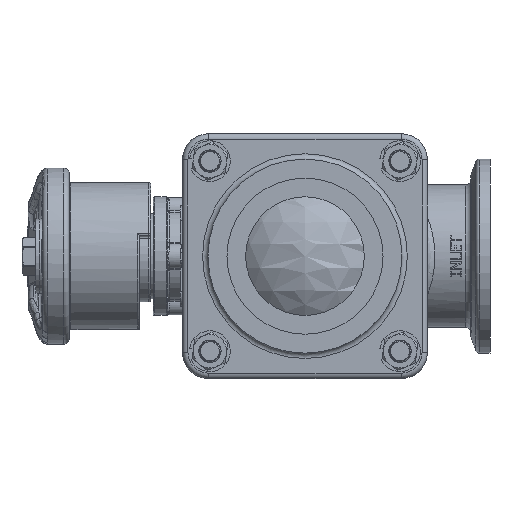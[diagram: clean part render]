
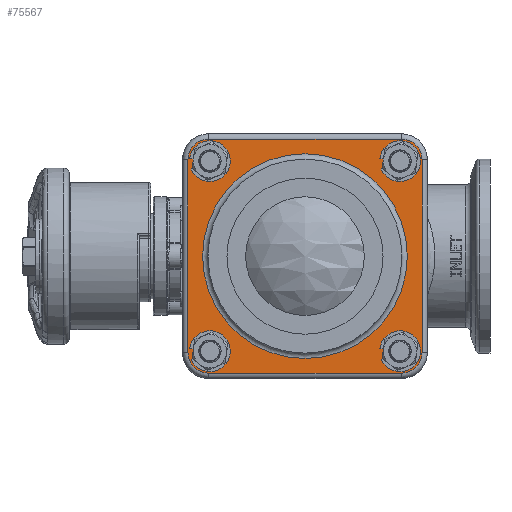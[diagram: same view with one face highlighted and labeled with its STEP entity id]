
A CAD part, left-side view. The second image highlights one B-rep face of the part: STEP entity #75567.
In plain terms, the highlighted face is planar.
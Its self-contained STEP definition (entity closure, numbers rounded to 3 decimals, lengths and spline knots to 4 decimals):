
#1705=FACE_BOUND('',#11210,.T.);
#1706=FACE_BOUND('',#11211,.T.);
#1707=FACE_BOUND('',#11212,.T.);
#1708=FACE_BOUND('',#11213,.T.);
#1709=FACE_BOUND('',#11214,.T.);
#3444=CIRCLE('',#80031,0.219);
#3449=CIRCLE('',#80038,0.219);
#3491=CIRCLE('',#80096,1.725);
#3492=CIRCLE('',#80097,1.725);
#3493=CIRCLE('',#80099,0.35);
#3494=CIRCLE('',#80100,0.35);
#3495=CIRCLE('',#80101,0.35);
#3496=CIRCLE('',#80102,0.35);
#3497=CIRCLE('',#80103,0.219);
#3498=CIRCLE('',#80104,0.219);
#6774=FACE_OUTER_BOUND('',#11209,.T.);
#11209=EDGE_LOOP('',(#60416,#60417,#60418,#60419,#60420,#60421,#60422,#60423));
#11210=EDGE_LOOP('',(#60424));
#11211=EDGE_LOOP('',(#60425));
#11212=EDGE_LOOP('',(#60426));
#11213=EDGE_LOOP('',(#60427));
#11214=EDGE_LOOP('',(#60428,#60429));
#19737=LINE('',#121492,#27047);
#19738=LINE('',#121496,#27048);
#19739=LINE('',#121500,#27049);
#19740=LINE('',#121504,#27050);
#27047=VECTOR('',#90300,0.3937);
#27048=VECTOR('',#90303,0.3937);
#27049=VECTOR('',#90306,0.3937);
#27050=VECTOR('',#90309,0.3937);
#34332=VERTEX_POINT('',#121362);
#34338=VERTEX_POINT('',#121379);
#34374=VERTEX_POINT('',#121484);
#34375=VERTEX_POINT('',#121486);
#34376=VERTEX_POINT('',#121490);
#34377=VERTEX_POINT('',#121491);
#34378=VERTEX_POINT('',#121493);
#34379=VERTEX_POINT('',#121495);
#34380=VERTEX_POINT('',#121497);
#34381=VERTEX_POINT('',#121499);
#34382=VERTEX_POINT('',#121501);
#34383=VERTEX_POINT('',#121503);
#34384=VERTEX_POINT('',#121506);
#34385=VERTEX_POINT('',#121508);
#43539=EDGE_CURVE('',#34332,#34332,#3444,.T.);
#43548=EDGE_CURVE('',#34338,#34338,#3449,.T.);
#43601=EDGE_CURVE('',#34374,#34375,#3491,.T.);
#43602=EDGE_CURVE('',#34375,#34374,#3492,.T.);
#43603=EDGE_CURVE('',#34376,#34377,#19737,.T.);
#43604=EDGE_CURVE('',#34378,#34376,#3493,.T.);
#43605=EDGE_CURVE('',#34379,#34378,#19738,.T.);
#43606=EDGE_CURVE('',#34380,#34379,#3494,.T.);
#43607=EDGE_CURVE('',#34381,#34380,#19739,.T.);
#43608=EDGE_CURVE('',#34382,#34381,#3495,.T.);
#43609=EDGE_CURVE('',#34383,#34382,#19740,.T.);
#43610=EDGE_CURVE('',#34377,#34383,#3496,.T.);
#43611=EDGE_CURVE('',#34384,#34384,#3497,.T.);
#43612=EDGE_CURVE('',#34385,#34385,#3498,.T.);
#60416=ORIENTED_EDGE('',*,*,#43603,.F.);
#60417=ORIENTED_EDGE('',*,*,#43604,.F.);
#60418=ORIENTED_EDGE('',*,*,#43605,.F.);
#60419=ORIENTED_EDGE('',*,*,#43606,.F.);
#60420=ORIENTED_EDGE('',*,*,#43607,.F.);
#60421=ORIENTED_EDGE('',*,*,#43608,.F.);
#60422=ORIENTED_EDGE('',*,*,#43609,.F.);
#60423=ORIENTED_EDGE('',*,*,#43610,.F.);
#60424=ORIENTED_EDGE('',*,*,#43611,.T.);
#60425=ORIENTED_EDGE('',*,*,#43539,.T.);
#60426=ORIENTED_EDGE('',*,*,#43548,.T.);
#60427=ORIENTED_EDGE('',*,*,#43612,.T.);
#60428=ORIENTED_EDGE('',*,*,#43602,.F.);
#60429=ORIENTED_EDGE('',*,*,#43601,.F.);
#72280=PLANE('',#80098);
#75567=ADVANCED_FACE('',(#6774,#1705,#1706,#1707,#1708,#1709),#72280,.T.);
#80031=AXIS2_PLACEMENT_3D('',#121364,#90149,#90150);
#80038=AXIS2_PLACEMENT_3D('',#121381,#90167,#90168);
#80096=AXIS2_PLACEMENT_3D('',#121487,#90294,#90295);
#80097=AXIS2_PLACEMENT_3D('',#121488,#90296,#90297);
#80098=AXIS2_PLACEMENT_3D('',#121489,#90298,#90299);
#80099=AXIS2_PLACEMENT_3D('',#121494,#90301,#90302);
#80100=AXIS2_PLACEMENT_3D('',#121498,#90304,#90305);
#80101=AXIS2_PLACEMENT_3D('',#121502,#90307,#90308);
#80102=AXIS2_PLACEMENT_3D('',#121505,#90310,#90311);
#80103=AXIS2_PLACEMENT_3D('',#121507,#90312,#90313);
#80104=AXIS2_PLACEMENT_3D('',#121509,#90314,#90315);
#90149=DIRECTION('center_axis',(0.,-1.,0.));
#90150=DIRECTION('ref_axis',(1.,0.,0.));
#90167=DIRECTION('center_axis',(0.,-1.,0.));
#90168=DIRECTION('ref_axis',(1.,0.,0.));
#90294=DIRECTION('center_axis',(0.,1.,0.));
#90295=DIRECTION('ref_axis',(1.,0.,0.));
#90296=DIRECTION('center_axis',(0.,1.,0.));
#90297=DIRECTION('ref_axis',(1.,0.,0.));
#90298=DIRECTION('center_axis',(0.,1.,0.));
#90299=DIRECTION('ref_axis',(0.,0.,1.));
#90300=DIRECTION('',(0.,0.,-1.));
#90301=DIRECTION('center_axis',(0.,-1.,0.));
#90302=DIRECTION('ref_axis',(-0.707,0.,0.707));
#90303=DIRECTION('',(-1.,0.,0.));
#90304=DIRECTION('center_axis',(0.,-1.,0.));
#90305=DIRECTION('ref_axis',(0.707,0.,0.707));
#90306=DIRECTION('',(0.,0.,1.));
#90307=DIRECTION('center_axis',(0.,-1.,0.));
#90308=DIRECTION('ref_axis',(0.707,0.,-0.707));
#90309=DIRECTION('',(1.,0.,0.));
#90310=DIRECTION('center_axis',(0.,-1.,0.));
#90311=DIRECTION('ref_axis',(-0.707,0.,-0.707));
#90312=DIRECTION('center_axis',(0.,-1.,0.));
#90313=DIRECTION('ref_axis',(1.,0.,0.));
#90314=DIRECTION('center_axis',(0.,-1.,0.));
#90315=DIRECTION('ref_axis',(1.,0.,0.));
#121362=CARTESIAN_POINT('',(-1.821,0.72,-1.602));
#121364=CARTESIAN_POINT('Origin',(-1.602,0.72,-1.602));
#121379=CARTESIAN_POINT('',(-1.821,0.72,1.602));
#121381=CARTESIAN_POINT('Origin',(-1.602,0.72,1.602));
#121484=CARTESIAN_POINT('',(0.,0.72,1.725));
#121486=CARTESIAN_POINT('',(-1.725,0.72,0.));
#121487=CARTESIAN_POINT('Origin',(0.,0.72,0.));
#121488=CARTESIAN_POINT('Origin',(0.,0.72,0.));
#121489=CARTESIAN_POINT('Origin',(0.,0.72,0.));
#121490=CARTESIAN_POINT('',(-1.9725,0.72,1.6225));
#121491=CARTESIAN_POINT('',(-1.9725,0.72,-1.6225));
#121492=CARTESIAN_POINT('',(-1.9725,0.72,1.0313));
#121493=CARTESIAN_POINT('',(-1.6225,0.72,1.9725));
#121494=CARTESIAN_POINT('Origin',(-1.6225,0.72,1.6225));
#121495=CARTESIAN_POINT('',(1.6225,0.72,1.9725));
#121496=CARTESIAN_POINT('',(1.0313,0.72,1.9725));
#121497=CARTESIAN_POINT('',(1.9725,0.72,1.6225));
#121498=CARTESIAN_POINT('Origin',(1.6225,0.72,1.6225));
#121499=CARTESIAN_POINT('',(1.9725,0.72,-1.6225));
#121500=CARTESIAN_POINT('',(1.9725,0.72,-1.0313));
#121501=CARTESIAN_POINT('',(1.6225,0.72,-1.9725));
#121502=CARTESIAN_POINT('Origin',(1.6225,0.72,-1.6225));
#121503=CARTESIAN_POINT('',(-1.6225,0.72,-1.9725));
#121504=CARTESIAN_POINT('',(-1.0313,0.72,-1.9725));
#121505=CARTESIAN_POINT('Origin',(-1.6225,0.72,-1.6225));
#121506=CARTESIAN_POINT('',(1.383,0.72,-1.602));
#121507=CARTESIAN_POINT('Origin',(1.602,0.72,-1.602));
#121508=CARTESIAN_POINT('',(1.383,0.72,1.602));
#121509=CARTESIAN_POINT('Origin',(1.602,0.72,1.602));
